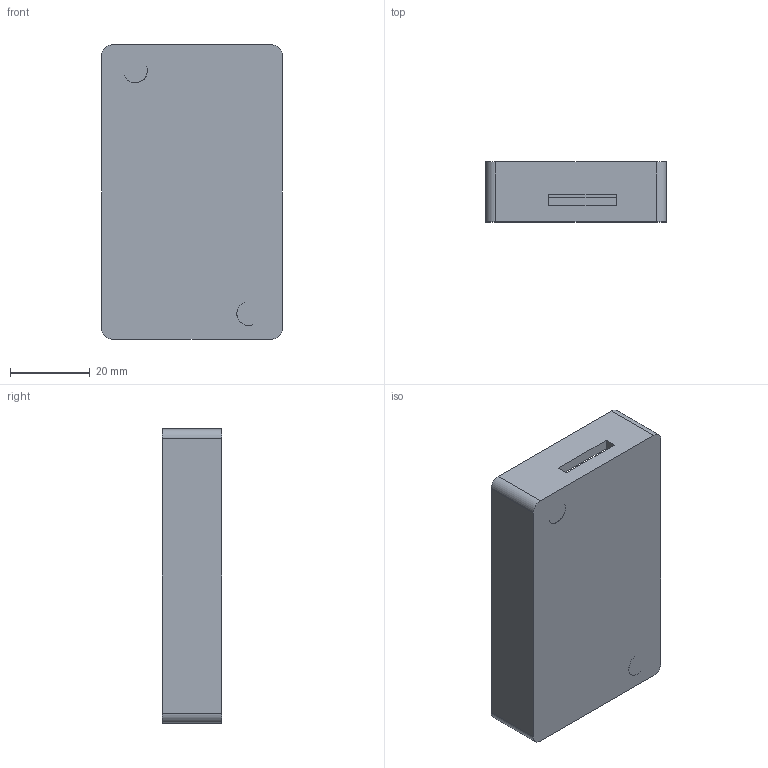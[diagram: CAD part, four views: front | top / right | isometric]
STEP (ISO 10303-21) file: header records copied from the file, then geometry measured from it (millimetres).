
FILE_DESCRIPTION(/* description */ (''),/* implementation_level */ '2;1');
FILE_NAME(/* name */ 'BottomCase.step',/* time_stamp */ '2026-02-23T12:54:45+05:30',/* author */ (''),/* organization */ (''),/* preprocessor_version */ 'ST-DEVELOPER v20.1',/* originating_system */ 'Autodesk Translation Framework v14.24.0.0',/* authorisation */ '');
FILE_SCHEMA (('AUTOMOTIVE_DESIGN { 1 0 10303 214 3 1 1 }'));
Length unit declared in the file: millimetre
Products named in the file (1): 2026-02-15-09-31-26-771
Bounding box: 45.24 x 15 x 73.79 mm (x, y, z)
Volume: 25224 mm3; surface area: 12885.3 mm2
Topology: 1 solids, 1 shells, 34 faces, 78 edges, 52 vertices
Faces by surface type: plane 22, cylinder 12
Full cylindrical faces by diameter (mm): 4 x2, 6 x2
Entity records: 1003 total; most frequent: DIRECTION 172, CARTESIAN_POINT 165, ORIENTED_EDGE 156, EDGE_CURVE 78, AXIS2_PLACEMENT_3D 59, LINE 54, VECTOR 54, VERTEX_POINT 52
